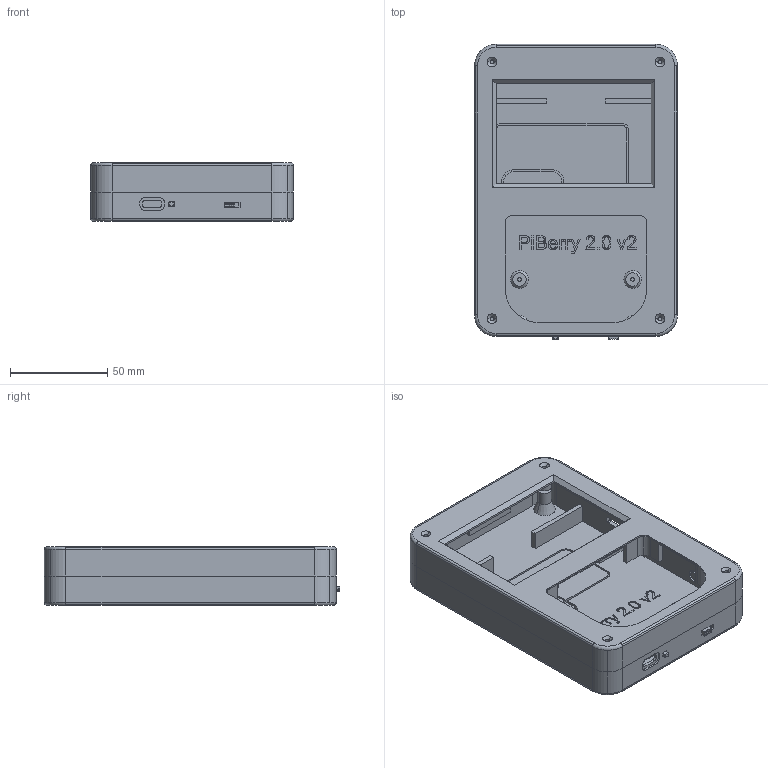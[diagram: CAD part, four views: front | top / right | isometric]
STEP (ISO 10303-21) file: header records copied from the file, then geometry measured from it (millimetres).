
FILE_DESCRIPTION(('STEP AP242'),'1');
FILE_NAME('PiBerry_2.0_v2.stp','2024-09-10T20:08:25',(' '),(' '),'Spatial InterOp 3D',' ',' ');
FILE_SCHEMA(('AP242_MANAGED_MODEL_BASED_3D_ENGINEERING_MIM_LF {1 0 10303 442 1 1 4}'));
Length unit declared in the file: millimetre
Products named in the file (5): PiBerry_2.0_v2; sliding_switch; button; upper_part_v2; lower_part_v2
Assembly tree (4 placements, depth 2):
  PiBerry_2.0_v2
    sliding_switch
    button
    upper_part_v2
    lower_part_v2
Bounding box: 104.1 x 151.49 x 30.22 mm (x, y, z)
Volume: 99338.8 mm3; surface area: 84763.2 mm2
Topology: 4 solids, 4 shells, 585 faces, 1500 edges, 968 vertices
Faces by surface type: plane 309, cylinder 194, cone 40, extrusion 26, sphere 8, torus 8
Entity records: 18116 total; most frequent: CARTESIAN_POINT 3483, DIRECTION 3030, ORIENTED_EDGE 2984, EDGE_CURVE 1492, AXIS2_PLACEMENT_3D 1010, VECTOR 1010, LINE 984, VERTEX_POINT 968
